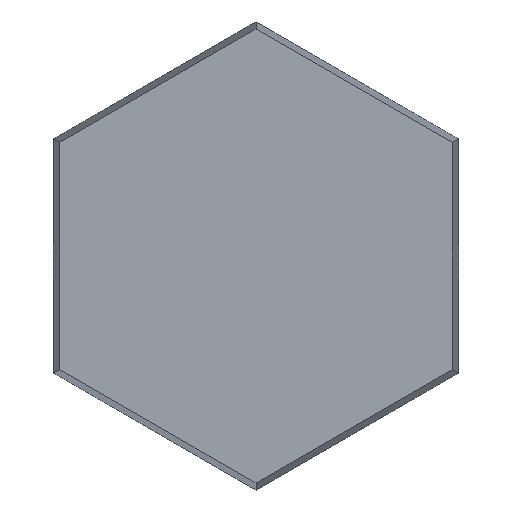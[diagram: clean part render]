
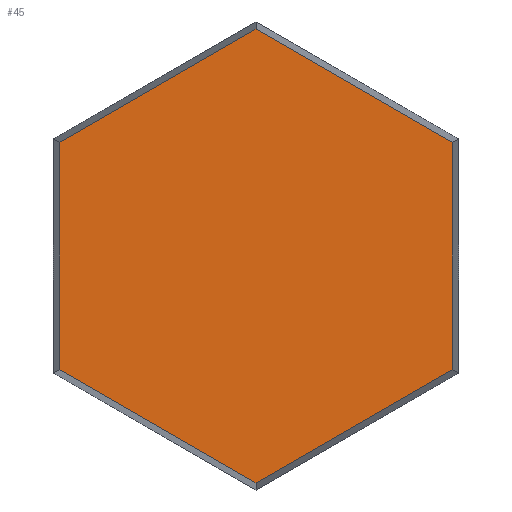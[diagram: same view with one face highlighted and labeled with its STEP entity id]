
A CAD part, front view. The second image highlights one B-rep face of the part: STEP entity #45.
In plain terms, the highlighted planar face has unit normal (0, -1, 0).
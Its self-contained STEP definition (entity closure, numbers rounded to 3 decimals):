
#45 = ADVANCED_FACE( '', ( #90 ), #91, .F. );
#90 = FACE_OUTER_BOUND( '', #133, .T. );
#91 = PLANE( '', #134 );
#133 = EDGE_LOOP( '', ( #189, #190, #191, #192, #193, #194 ) );
#134 = AXIS2_PLACEMENT_3D( '', #195, #196, #197 );
#189 = ORIENTED_EDGE( '', *, *, #247, .F. );
#190 = ORIENTED_EDGE( '', *, *, #257, .F. );
#191 = ORIENTED_EDGE( '', *, *, #258, .F. );
#192 = ORIENTED_EDGE( '', *, *, #259, .F. );
#193 = ORIENTED_EDGE( '', *, *, #250, .F. );
#194 = ORIENTED_EDGE( '', *, *, #242, .F. );
#195 = CARTESIAN_POINT( '', ( 0., 0., 0. ) );
#196 = DIRECTION( '', ( 0., 1., 0. ) );
#197 = DIRECTION( '', ( 0., 0., 1. ) );
#242 = EDGE_CURVE( '', #275, #277, #278, .T. );
#247 = EDGE_CURVE( '', #283, #275, #285, .T. );
#250 = EDGE_CURVE( '', #277, #289, #290, .T. );
#257 = EDGE_CURVE( '', #299, #283, #300, .T. );
#258 = EDGE_CURVE( '', #301, #299, #302, .T. );
#259 = EDGE_CURVE( '', #289, #301, #303, .T. );
#275 = VERTEX_POINT( '', #323 );
#277 = VERTEX_POINT( '', #326 );
#278 = LINE( '', #327, #328 );
#283 = VERTEX_POINT( '', #335 );
#285 = LINE( '', #338, #339 );
#289 = VERTEX_POINT( '', #344 );
#290 = LINE( '', #345, #346 );
#299 = VERTEX_POINT( '', #356 );
#300 = LINE( '', #357, #358 );
#301 = VERTEX_POINT( '', #359 );
#302 = LINE( '', #360, #361 );
#303 = LINE( '', #362, #363 );
#323 = CARTESIAN_POINT( '', ( -9.694, 0., 5.597 ) );
#326 = CARTESIAN_POINT( '', ( 0., 0., 11.194 ) );
#327 = CARTESIAN_POINT( '', ( -4.847, 0., 8.396 ) );
#328 = VECTOR( '', #385, 1000. );
#335 = CARTESIAN_POINT( '', ( -9.694, 0., -5.597 ) );
#338 = CARTESIAN_POINT( '', ( -9.694, 0., 0. ) );
#339 = VECTOR( '', #389, 1000. );
#344 = CARTESIAN_POINT( '', ( 9.694, 0., 5.597 ) );
#345 = CARTESIAN_POINT( '', ( 4.847, 0., 8.396 ) );
#346 = VECTOR( '', #391, 1000. );
#356 = CARTESIAN_POINT( '', ( 0., 0., -11.194 ) );
#357 = CARTESIAN_POINT( '', ( -4.847, 0., -8.396 ) );
#358 = VECTOR( '', #399, 1000. );
#359 = CARTESIAN_POINT( '', ( 9.694, 0., -5.597 ) );
#360 = CARTESIAN_POINT( '', ( 4.847, 0., -8.396 ) );
#361 = VECTOR( '', #400, 1000. );
#362 = CARTESIAN_POINT( '', ( 9.694, 0., 0. ) );
#363 = VECTOR( '', #401, 1000. );
#385 = DIRECTION( '', ( 0.866, 0., 0.5 ) );
#389 = DIRECTION( '', ( 0., 0., 1. ) );
#391 = DIRECTION( '', ( 0.866, 0., -0.5 ) );
#399 = DIRECTION( '', ( -0.866, 0., 0.5 ) );
#400 = DIRECTION( '', ( -0.866, 0., -0.5 ) );
#401 = DIRECTION( '', ( 0., 0., -1. ) );
